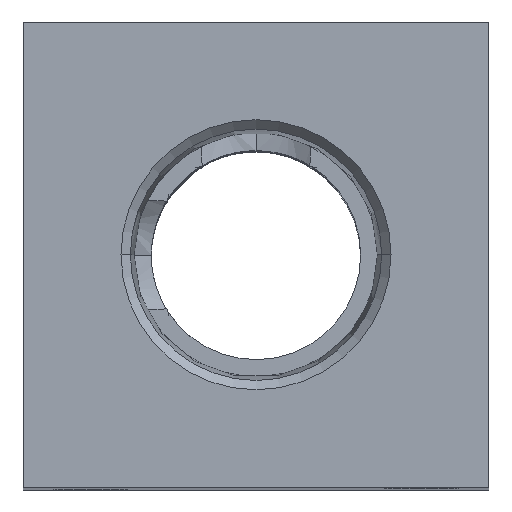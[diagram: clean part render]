
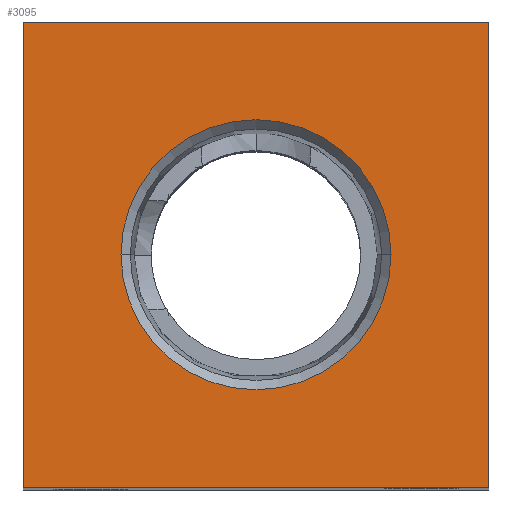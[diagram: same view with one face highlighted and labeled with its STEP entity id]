
A CAD part, top view. The second image highlights one B-rep face of the part: STEP entity #3095.
In plain terms, the highlighted planar face has unit normal (0, 0, 1).
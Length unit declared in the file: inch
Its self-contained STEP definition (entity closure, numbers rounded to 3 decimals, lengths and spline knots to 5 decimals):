
#147 = CIRCLE ( 'NONE', #1951, 0.3626 ) ;
#193 = VECTOR ( 'NONE', #4159, 39.37008 ) ;
#229 = AXIS2_PLACEMENT_3D ( 'NONE', #2665, #2662, #2657 ) ;
#237 = EDGE_LOOP ( 'NONE', ( #3767, #2052, #3596, #790 ) ) ;
#301 = ORIENTED_EDGE ( 'NONE', *, *, #3764, .F. ) ;
#305 = EDGE_CURVE ( 'NONE', #2339, #3855, #3892, .T. ) ;
#385 = VERTEX_POINT ( 'NONE', #1732 ) ;
#501 = PLANE ( 'NONE',  #3909 ) ;
#532 = VECTOR ( 'NONE', #796, 39.37008 ) ;
#593 = VERTEX_POINT ( 'NONE', #2822 ) ;
#637 = EDGE_CURVE ( 'NONE', #3971, #593, #807, .T. ) ;
#790 = ORIENTED_EDGE ( 'NONE', *, *, #1566, .T. ) ;
#796 = DIRECTION ( 'NONE',  ( 0., 1., 0. ) ) ;
#807 = CIRCLE ( 'NONE', #229, 0.3626 ) ;
#1042 = FACE_BOUND ( 'NONE', #2279, .T. ) ;
#1045 = CARTESIAN_POINT ( 'NONE',  ( 0.625, -0.625, 1.9375 ) ) ;
#1091 = CARTESIAN_POINT ( 'NONE',  ( 0., 0., 1.9375 ) ) ;
#1193 = CARTESIAN_POINT ( 'NONE',  ( 0., 0., 1.9375 ) ) ;
#1289 = CARTESIAN_POINT ( 'NONE',  ( -0.625, 0.625, 1.9375 ) ) ;
#1425 = DIRECTION ( 'NONE',  ( 1., 0., 0. ) ) ;
#1523 = DIRECTION ( 'NONE',  ( 1., 0., 0. ) ) ;
#1566 = EDGE_CURVE ( 'NONE', #3855, #3616, #1977, .T. ) ;
#1732 = CARTESIAN_POINT ( 'NONE',  ( -0.625, -0.625, 1.9375 ) ) ;
#1761 = VECTOR ( 'NONE', #2011, 39.37008 ) ;
#1951 = AXIS2_PLACEMENT_3D ( 'NONE', #1091, #3363, #1425 ) ;
#1962 = LINE ( 'NONE', #3457, #2832 ) ;
#1977 = LINE ( 'NONE', #3811, #193 ) ;
#2011 = DIRECTION ( 'NONE',  ( 1., 0., 0. ) ) ;
#2050 = ORIENTED_EDGE ( 'NONE', *, *, #637, .F. ) ;
#2052 = ORIENTED_EDGE ( 'NONE', *, *, #2860, .T. ) ;
#2279 = EDGE_LOOP ( 'NONE', ( #2050, #301 ) ) ;
#2339 = VERTEX_POINT ( 'NONE', #1045 ) ;
#2450 = CARTESIAN_POINT ( 'NONE',  ( 0.625, 0.625, 1.9375 ) ) ;
#2634 = LINE ( 'NONE', #3936, #1761 ) ;
#2657 = DIRECTION ( 'NONE',  ( 1., 0., 0. ) ) ;
#2662 = DIRECTION ( 'NONE',  ( 0., 0., 1. ) ) ;
#2665 = CARTESIAN_POINT ( 'NONE',  ( 0., 0., 1.9375 ) ) ;
#2774 = FACE_OUTER_BOUND ( 'NONE', #237, .T. ) ;
#2822 = CARTESIAN_POINT ( 'NONE',  ( -0.3626, 0., 1.9375 ) ) ;
#2832 = VECTOR ( 'NONE', #3130, 39.37008 ) ;
#2860 = EDGE_CURVE ( 'NONE', #385, #2339, #2634, .T. ) ;
#3095 = ADVANCED_FACE ( 'NONE', ( #1042, #2774 ), #501, .T. ) ;
#3130 = DIRECTION ( 'NONE',  ( 0., -1., 0. ) ) ;
#3363 = DIRECTION ( 'NONE',  ( 0., 0., 1. ) ) ;
#3430 = EDGE_CURVE ( 'NONE', #3616, #385, #1962, .T. ) ;
#3457 = CARTESIAN_POINT ( 'NONE',  ( -0.625, -0.625, 1.9375 ) ) ;
#3465 = DIRECTION ( 'NONE',  ( 0., 0., 1. ) ) ;
#3466 = CARTESIAN_POINT ( 'NONE',  ( 0.3626, 0., 1.9375 ) ) ;
#3596 = ORIENTED_EDGE ( 'NONE', *, *, #305, .T. ) ;
#3607 = CARTESIAN_POINT ( 'NONE',  ( 0.625, -0.625, 1.9375 ) ) ;
#3616 = VERTEX_POINT ( 'NONE', #1289 ) ;
#3764 = EDGE_CURVE ( 'NONE', #593, #3971, #147, .T. ) ;
#3767 = ORIENTED_EDGE ( 'NONE', *, *, #3430, .T. ) ;
#3811 = CARTESIAN_POINT ( 'NONE',  ( 0.625, 0.625, 1.9375 ) ) ;
#3855 = VERTEX_POINT ( 'NONE', #2450 ) ;
#3892 = LINE ( 'NONE', #3607, #532 ) ;
#3909 = AXIS2_PLACEMENT_3D ( 'NONE', #1193, #3465, #1523 ) ;
#3936 = CARTESIAN_POINT ( 'NONE',  ( 0.625, -0.625, 1.9375 ) ) ;
#3971 = VERTEX_POINT ( 'NONE', #3466 ) ;
#4159 = DIRECTION ( 'NONE',  ( -1., 0., 0. ) ) ;
